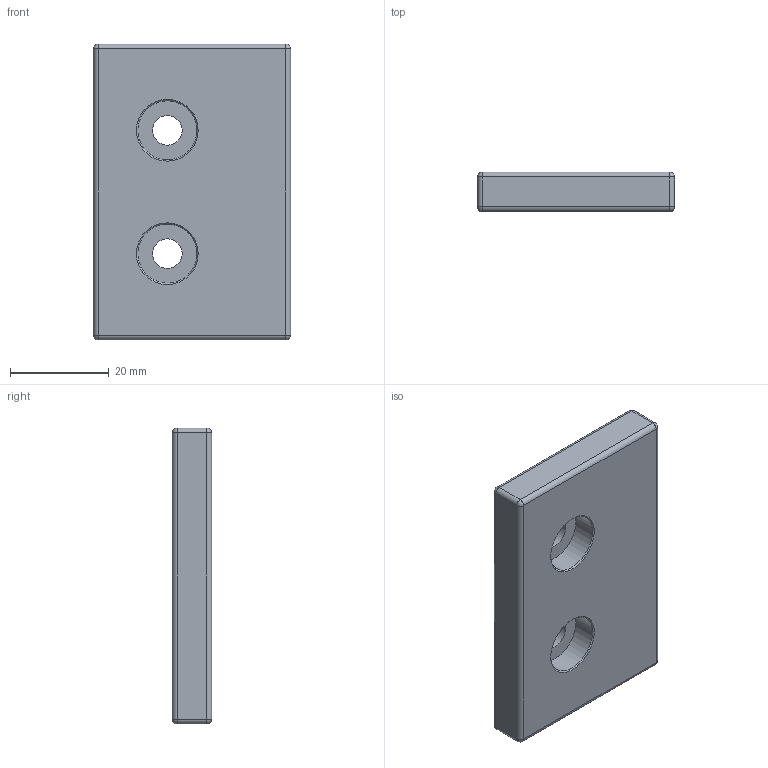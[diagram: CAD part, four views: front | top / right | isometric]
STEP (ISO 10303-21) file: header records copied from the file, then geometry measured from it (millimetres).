
FILE_DESCRIPTION(/* description */ ('Tyč polchá 40x8 - 60 - 11 373'),/* implementation_level */ '2;1');
FILE_NAME(/* name */ 'Object_ID_1.stp',/* time_stamp */ '2025-04-04T15:11:06+02:00',/* author */ ('parak'),/* organization */ (''),/* preprocessor_version */ 'ST-DEVELOPER v20',/* originating_system */ 'Autodesk Inventor 2025',/* authorisation */ '');
FILE_SCHEMA (('AUTOMOTIVE_DESIGN { 1 0 10303 214 3 1 1 }'));
Length unit declared in the file: millimetre
Products named in the file (1): Object_ID_1
Bounding box: 40 x 8 x 60 mm (x, y, z)
Volume: 17805.6 mm3; surface area: 6579.6 mm2
Topology: 1 solids, 1 shells, 34 faces, 64 edges, 34 vertices
Faces by surface type: cylinder 16, sphere 8, plane 8, cone 2
Full cylindrical faces by diameter (mm): 6 x2, 12 x2
Entity records: 894 total; most frequent: DIRECTION 168, CARTESIAN_POINT 133, ORIENTED_EDGE 128, AXIS2_PLACEMENT_3D 69, EDGE_CURVE 64, EDGE_LOOP 40, FACE_OUTER_BOUND 34, CIRCLE 34
